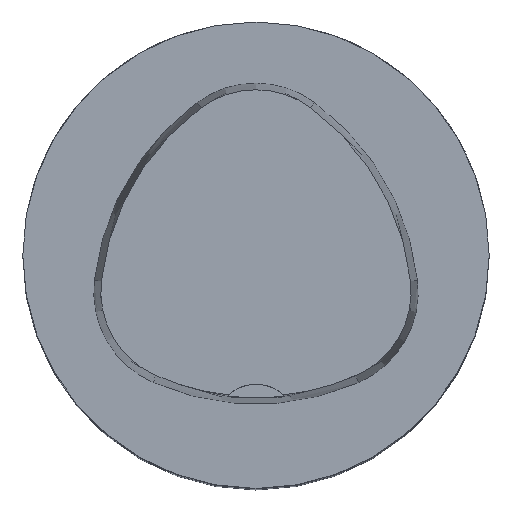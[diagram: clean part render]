
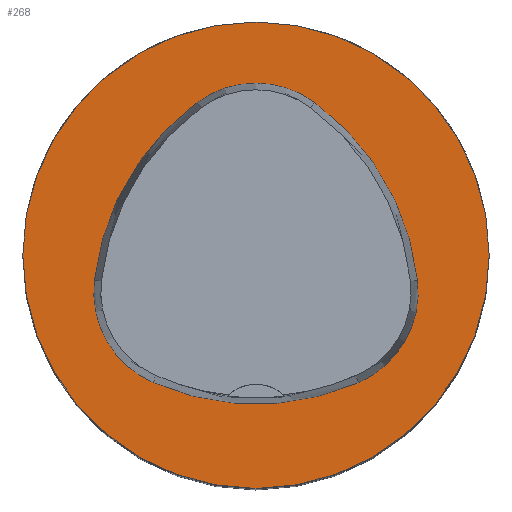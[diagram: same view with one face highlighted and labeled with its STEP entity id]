
A CAD part, top view. The second image highlights one B-rep face of the part: STEP entity #268.
In plain terms, the highlighted planar face has unit normal (0, 0, 1).
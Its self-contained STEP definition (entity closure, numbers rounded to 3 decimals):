
#184=PLANE('',#1051);
#268=ADVANCED_FACE('',(#404,#405),#184,.T.);
#404=FACE_BOUND('',#504,.T.);
#405=FACE_BOUND('',#505,.T.);
#504=EDGE_LOOP('',(#659,#660,#661,#662,#663,#664));
#505=EDGE_LOOP('',(#665));
#659=ORIENTED_EDGE('',*,*,#865,.T.);
#660=ORIENTED_EDGE('',*,*,#845,.T.);
#661=ORIENTED_EDGE('',*,*,#849,.T.);
#662=ORIENTED_EDGE('',*,*,#852,.T.);
#663=ORIENTED_EDGE('',*,*,#855,.T.);
#664=ORIENTED_EDGE('',*,*,#863,.T.);
#665=ORIENTED_EDGE('',*,*,#836,.F.);
#760=VERTEX_POINT('',#1501);
#769=VERTEX_POINT('',#1520);
#770=VERTEX_POINT('',#1521);
#773=VERTEX_POINT('',#1529);
#775=VERTEX_POINT('',#1535);
#777=VERTEX_POINT('',#1541);
#784=VERTEX_POINT('',#1562);
#836=EDGE_CURVE('',#760,#760,#920,.T.);
#845=EDGE_CURVE('',#769,#770,#921,.T.);
#849=EDGE_CURVE('',#770,#773,#923,.T.);
#852=EDGE_CURVE('',#773,#775,#925,.T.);
#855=EDGE_CURVE('',#775,#777,#927,.T.);
#863=EDGE_CURVE('',#777,#784,#931,.T.);
#865=EDGE_CURVE('',#784,#769,#933,.T.);
#920=CIRCLE('',#1023,40.);
#921=CIRCLE('',#1029,44.);
#923=CIRCLE('',#1032,17.);
#925=CIRCLE('',#1035,44.);
#927=CIRCLE('',#1038,17.);
#931=CIRCLE('',#1043,44.);
#933=CIRCLE('',#1046,17.);
#1023=AXIS2_PLACEMENT_3D('',#1500,#1243,#1244);
#1029=AXIS2_PLACEMENT_3D('',#1519,#1259,#1260);
#1032=AXIS2_PLACEMENT_3D('',#1528,#1267,#1268);
#1035=AXIS2_PLACEMENT_3D('',#1534,#1274,#1275);
#1038=AXIS2_PLACEMENT_3D('',#1540,#1281,#1282);
#1043=AXIS2_PLACEMENT_3D('',#1563,#1293,#1294);
#1046=AXIS2_PLACEMENT_3D('',#1566,#1299,#1300);
#1051=AXIS2_PLACEMENT_3D('',#1571,#1309,#1310);
#1243=DIRECTION('',(0.,0.,-1.));
#1244=DIRECTION('',(-1.,0.,0.));
#1259=DIRECTION('',(0.,0.,-1.));
#1260=DIRECTION('',(-1.,0.,0.));
#1267=DIRECTION('',(0.,0.,-1.));
#1268=DIRECTION('',(-1.,0.,0.));
#1274=DIRECTION('',(0.,0.,-1.));
#1275=DIRECTION('',(-1.,0.,0.));
#1281=DIRECTION('',(0.,0.,-1.));
#1282=DIRECTION('',(-1.,0.,0.));
#1293=DIRECTION('',(0.,0.,-1.));
#1294=DIRECTION('',(-1.,0.,0.));
#1299=DIRECTION('',(0.,0.,-1.));
#1300=DIRECTION('',(-1.,0.,0.));
#1309=DIRECTION('',(0.,0.,1.));
#1310=DIRECTION('',(1.,0.,0.));
#1500=CARTESIAN_POINT('',(0.,0.,0.));
#1501=CARTESIAN_POINT('',(-40.,0.,0.));
#1519=CARTESIAN_POINT('',(16.01,-9.224,0.));
#1520=CARTESIAN_POINT('',(-27.722,-4.378,0.));
#1521=CARTESIAN_POINT('',(-10.119,26.178,0.));
#1528=CARTESIAN_POINT('',(-0.023,12.5,0.));
#1529=CARTESIAN_POINT('',(10.049,26.194,0.));
#1534=CARTESIAN_POINT('',(-16.021,-9.25,0.));
#1535=CARTESIAN_POINT('',(27.71,-4.394,0.));
#1540=CARTESIAN_POINT('',(10.814,-6.27,0.));
#1541=CARTESIAN_POINT('',(17.611,-21.852,0.));
#1562=CARTESIAN_POINT('',(-17.652,-21.819,0.));
#1563=CARTESIAN_POINT('',(0.017,18.477,0.));
#1566=CARTESIAN_POINT('',(-10.825,-6.25,0.));
#1571=CARTESIAN_POINT('',(0.,0.,0.));
